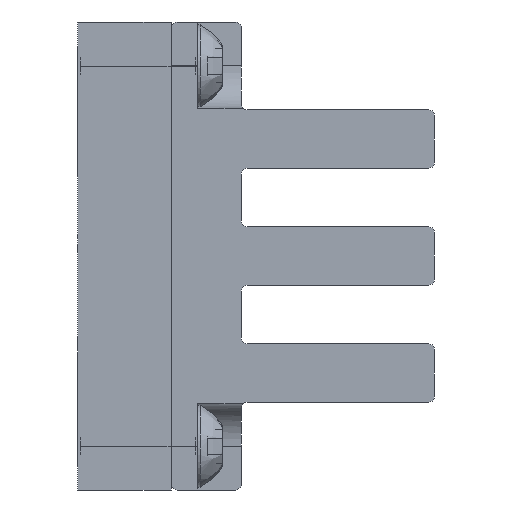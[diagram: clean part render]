
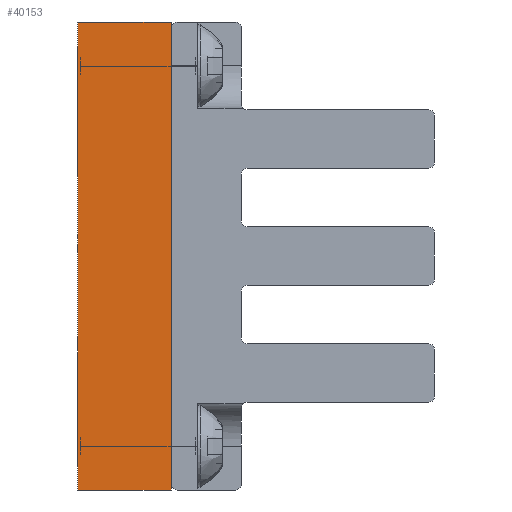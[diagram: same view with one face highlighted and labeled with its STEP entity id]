
A CAD part, left-side view. The second image highlights one B-rep face of the part: STEP entity #40153.
In plain terms, the highlighted planar face has unit normal (-1, 0, 0).
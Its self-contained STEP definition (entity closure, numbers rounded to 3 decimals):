
#40145=AXIS2_PLACEMENT_3D('Plane Axis2P3D',#40142,#40143,#40144) ;
#38451=CARTESIAN_POINT('Line Origine',(-294.5,-350.,132.)) ;
#38455=CARTESIAN_POINT('Vertex',(-294.5,-350.,92.)) ;
#38457=CARTESIAN_POINT('Vertex',(-294.5,-350.,172.)) ;
#39995=CARTESIAN_POINT('Vertex',(-294.5,-366.,92.)) ;
#40011=CARTESIAN_POINT('Vertex',(-294.5,-366.,172.)) ;
#40014=CARTESIAN_POINT('Line Origine',(-294.5,-366.,132.)) ;
#40100=CARTESIAN_POINT('Line Origine',(-294.5,-358.,92.)) ;
#40126=CARTESIAN_POINT('Line Origine',(-294.5,-358.,172.)) ;
#40142=CARTESIAN_POINT('Axis2P3D Location',(-294.5,-366.,92.)) ;
#38452=DIRECTION('Vector Direction',(0.,0.,1.)) ;
#40015=DIRECTION('Vector Direction',(0.,0.,1.)) ;
#40101=DIRECTION('Vector Direction',(0.,-1.,0.)) ;
#40127=DIRECTION('Vector Direction',(0.,1.,0.)) ;
#40143=DIRECTION('Axis2P3D Direction',(-1.,0.,0.)) ;
#40144=DIRECTION('Axis2P3D XDirection',(0.,-1.,0.)) ;
#38453=VECTOR('Line Direction',#38452,1.) ;
#40016=VECTOR('Line Direction',#40015,1.) ;
#40102=VECTOR('Line Direction',#40101,1.) ;
#40128=VECTOR('Line Direction',#40127,1.) ;
#40148=ORIENTED_EDGE('',*,*,#40018,.T.) ;
#40149=ORIENTED_EDGE('',*,*,#40130,.T.) ;
#40150=ORIENTED_EDGE('',*,*,#38459,.F.) ;
#40151=ORIENTED_EDGE('',*,*,#40104,.T.) ;
#40153=ADVANCED_FACE('RB2892001_1PA_001_00_PIASTRA_N3.8\\PartBody',(#40152),#40146,.T.) ;
#38459=EDGE_CURVE('',#38456,#38458,#38454,.T.) ;
#40018=EDGE_CURVE('',#39996,#40012,#40017,.T.) ;
#40104=EDGE_CURVE('',#38456,#39996,#40103,.T.) ;
#40130=EDGE_CURVE('',#40012,#38458,#40129,.T.) ;
#40147=EDGE_LOOP('',(#40148,#40149,#40150,#40151)) ;
#40152=FACE_OUTER_BOUND('',#40147,.T.) ;
#38454=LINE('Line',#38451,#38453) ;
#40017=LINE('Line',#40014,#40016) ;
#40103=LINE('Line',#40100,#40102) ;
#40129=LINE('Line',#40126,#40128) ;
#40146=PLANE('',#40145) ;
#38456=VERTEX_POINT('',#38455) ;
#38458=VERTEX_POINT('',#38457) ;
#39996=VERTEX_POINT('',#39995) ;
#40012=VERTEX_POINT('',#40011) ;
